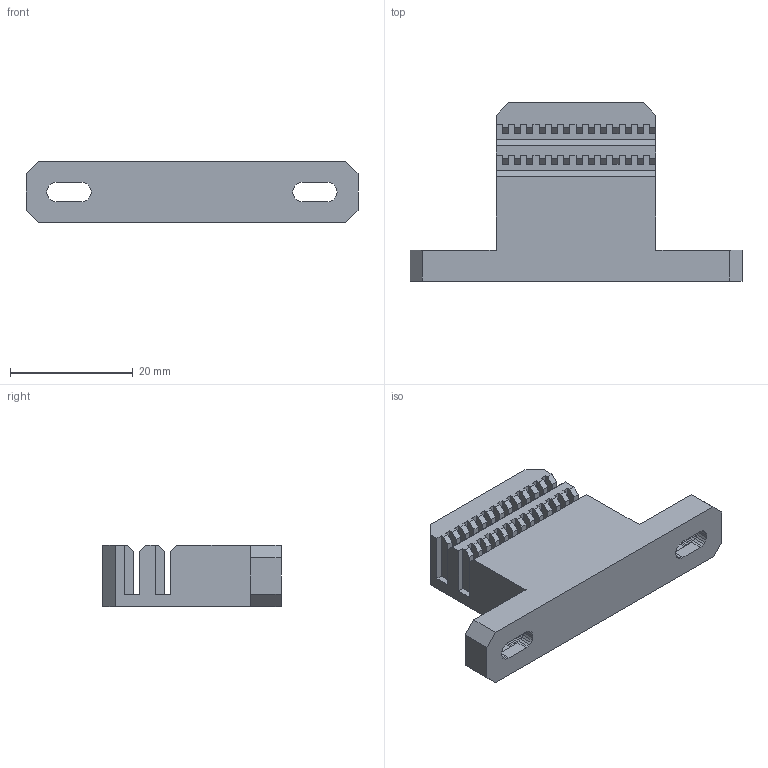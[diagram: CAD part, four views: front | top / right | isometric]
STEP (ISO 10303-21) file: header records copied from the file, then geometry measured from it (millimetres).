
FILE_DESCRIPTION(('FreeCAD Model'),'2;1');
FILE_NAME('y-belt-clamp-x1.step','2019-07-07T18:35:27',( 'Author'),(''),'Open CASCADE STEP processor 6.8','FreeCAD','Unknown' );
FILE_SCHEMA(('AUTOMOTIVE_DESIGN_CC2 { 1 2 10303 214 -1 1 5 4 }'));
Length unit declared in the file: millimetre
Products named in the file (2): ASSEMBLY; belt-clamp
Assembly tree (1 placements, depth 2):
  ASSEMBLY
    belt-clamp
Bounding box: 54 x 29 x 10 mm (x, y, z)
Volume: 7663.8 mm3; surface area: 4837.2 mm2
Topology: 1 solids, 1 shells, 340 faces, 1008 edges, 672 vertices
Faces by surface type: plane 340
Entity records: 23417 total; most frequent: CARTESIAN_POINT 4904, DIRECTION 2842, LINE 2158, VECTOR 2158, ORIENTED_EDGE 2016, PCURVE 2016, DEFINITIONAL_REPRESENTATION 2016, EDGE_CURVE 1008
